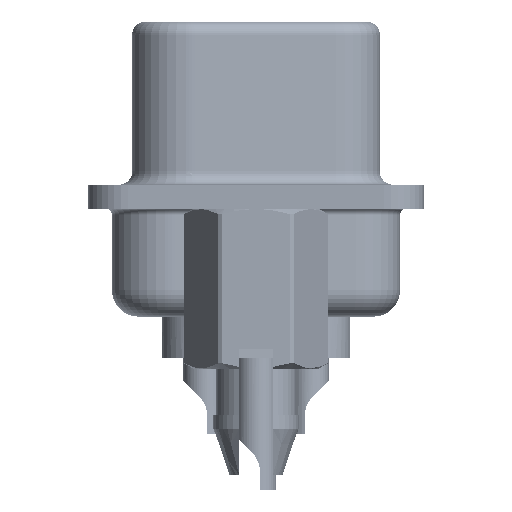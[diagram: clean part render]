
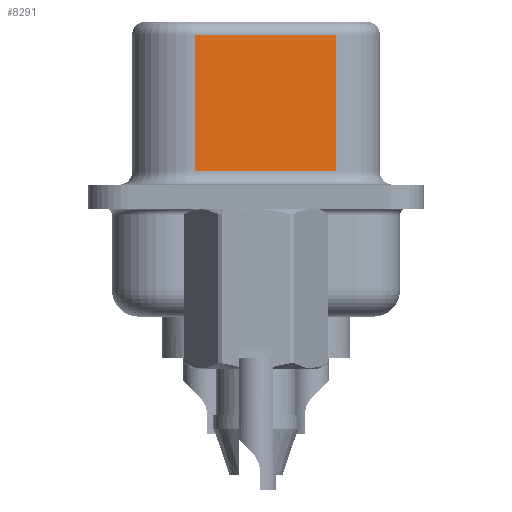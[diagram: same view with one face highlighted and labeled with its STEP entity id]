
A CAD part, left-side view. The second image highlights one B-rep face of the part: STEP entity #8291.
In plain terms, the highlighted planar face has unit normal (-0.985, -0.174, 0).
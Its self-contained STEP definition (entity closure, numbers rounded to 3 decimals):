
#632 = ORIENTED_EDGE ( 'NONE', *, *, #7620, .T. ) ;
#4381 = DIRECTION ( 'NONE',  ( 0.174, -0.985, 0. ) ) ;
#4485 = EDGE_CURVE ( 'NONE', #10380, #17130, #19885, .T. ) ;
#5075 = EDGE_CURVE ( 'NONE', #7488, #17130, #28609, .T. ) ;
#7200 = LINE ( 'NONE', #16718, #9340 ) ;
#7488 = VERTEX_POINT ( 'NONE', #10060 ) ;
#7620 = EDGE_CURVE ( 'NONE', #20456, #7488, #16408, .T. ) ;
#7685 = EDGE_LOOP ( 'NONE', ( #10441, #26724, #632, #25183 ) ) ;
#8207 = DIRECTION ( 'NONE',  ( 0., 0., -1. ) ) ;
#8291 = ADVANCED_FACE ( 'NONE', ( #11673 ), #21164, .F. ) ;
#9222 = CARTESIAN_POINT ( 'NONE',  ( 3.62, 2.293, 6.57 ) ) ;
#9340 = VECTOR ( 'NONE', #17021, 1000. ) ;
#10060 = CARTESIAN_POINT ( 'NONE',  ( 3.62, 2.293, 0.95 ) ) ;
#10380 = VERTEX_POINT ( 'NONE', #22950 ) ;
#10441 = ORIENTED_EDGE ( 'NONE', *, *, #4485, .F. ) ;
#11528 = CARTESIAN_POINT ( 'NONE',  ( 4.551, -2.987, 0.95 ) ) ;
#11544 = CARTESIAN_POINT ( 'NONE',  ( 3.62, 2.293, 6.07 ) ) ;
#11673 = FACE_OUTER_BOUND ( 'NONE', #7685, .T. ) ;
#16408 = LINE ( 'NONE', #9222, #21890 ) ;
#16718 = CARTESIAN_POINT ( 'NONE',  ( 4.551, -2.987, 6.07 ) ) ;
#17021 = DIRECTION ( 'NONE',  ( -0.174, 0.985, 0. ) ) ;
#17130 = VERTEX_POINT ( 'NONE', #22600 ) ;
#18128 = DIRECTION ( 'NONE',  ( 0., 0., -1. ) ) ;
#18176 = CARTESIAN_POINT ( 'NONE',  ( 4.551, -2.987, 6.57 ) ) ;
#18847 = CARTESIAN_POINT ( 'NONE',  ( 4.551, -2.987, 6.57 ) ) ;
#19885 = LINE ( 'NONE', #18176, #26517 ) ;
#20456 = VERTEX_POINT ( 'NONE', #11544 ) ;
#21164 = PLANE ( 'NONE',  #22286 ) ;
#21890 = VECTOR ( 'NONE', #18128, 1000. ) ;
#22286 = AXIS2_PLACEMENT_3D ( 'NONE', #18847, #28285, #28440 ) ;
#22600 = CARTESIAN_POINT ( 'NONE',  ( 4.551, -2.987, 0.95 ) ) ;
#22950 = CARTESIAN_POINT ( 'NONE',  ( 4.551, -2.987, 6.07 ) ) ;
#23515 = EDGE_CURVE ( 'NONE', #10380, #20456, #7200, .T. ) ;
#25183 = ORIENTED_EDGE ( 'NONE', *, *, #5075, .T. ) ;
#26517 = VECTOR ( 'NONE', #8207, 1000. ) ;
#26724 = ORIENTED_EDGE ( 'NONE', *, *, #23515, .T. ) ;
#28285 = DIRECTION ( 'NONE',  ( 0.985, 0.174, 0. ) ) ;
#28440 = DIRECTION ( 'NONE',  ( -0.174, 0.985, 0. ) ) ;
#28609 = LINE ( 'NONE', #11528, #30025 ) ;
#30025 = VECTOR ( 'NONE', #4381, 1000. ) ;
